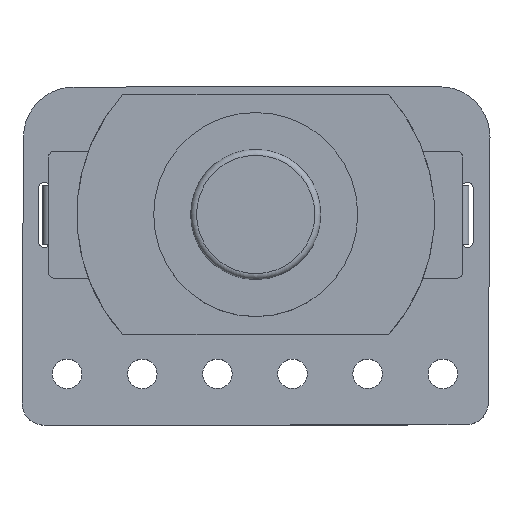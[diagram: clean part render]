
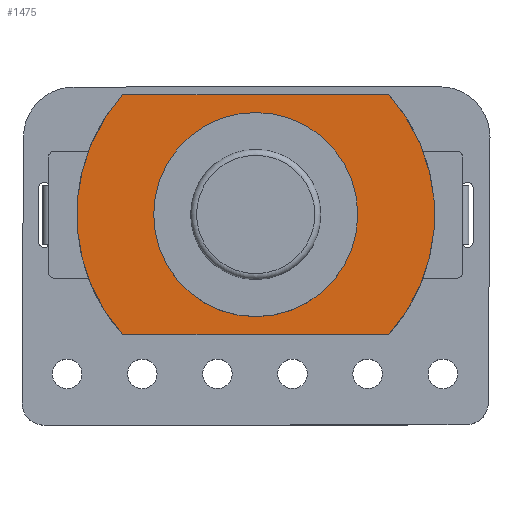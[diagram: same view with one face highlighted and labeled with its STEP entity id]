
A CAD part, top view. The second image highlights one B-rep face of the part: STEP entity #1475.
In plain terms, the highlighted planar face has unit normal (0, 0, 1).
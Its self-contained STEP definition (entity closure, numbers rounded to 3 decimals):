
#726 = CYLINDRICAL_SURFACE('',#727,6.05);
#727 = AXIS2_PLACEMENT_3D('',#728,#729,#730);
#728 = CARTESIAN_POINT('',(0.,0.,0.5));
#729 = DIRECTION('',(0.,0.,1.));
#730 = DIRECTION('',(-0.743,0.669,0.));
#782 = CYLINDRICAL_SURFACE('',#783,6.05);
#783 = AXIS2_PLACEMENT_3D('',#784,#785,#786);
#784 = CARTESIAN_POINT('',(0.,0.,0.5));
#785 = DIRECTION('',(0.,0.,1.));
#786 = DIRECTION('',(0.743,-0.669,0.));
#1017 = PLANE('',#1018);
#1018 = AXIS2_PLACEMENT_3D('',#1019,#1020,#1021);
#1019 = CARTESIAN_POINT('',(-4.494,-4.05,0.5));
#1020 = DIRECTION('',(0.,-1.,0.));
#1021 = DIRECTION('',(1.,0.,0.));
#1095 = PLANE('',#1096);
#1096 = AXIS2_PLACEMENT_3D('',#1097,#1098,#1099);
#1097 = CARTESIAN_POINT('',(4.494,4.05,0.5));
#1098 = DIRECTION('',(0.,1.,0.));
#1099 = DIRECTION('',(-1.,0.,0.));
#1138 = VERTEX_POINT('',#1139);
#1139 = CARTESIAN_POINT('',(-4.494,-4.05,4.));
#1160 = EDGE_CURVE('',#1161,#1138,#1163,.T.);
#1161 = VERTEX_POINT('',#1162);
#1162 = CARTESIAN_POINT('',(-4.494,4.05,4.));
#1163 = SURFACE_CURVE('',#1164,(#1169,#1176),.PCURVE_S1.);
#1164 = CIRCLE('',#1165,6.05);
#1165 = AXIS2_PLACEMENT_3D('',#1166,#1167,#1168);
#1166 = CARTESIAN_POINT('',(0.,0.,4.));
#1167 = DIRECTION('',(0.,0.,1.));
#1168 = DIRECTION('',(-0.743,0.669,0.));
#1169 = PCURVE('',#726,#1170);
#1170 = DEFINITIONAL_REPRESENTATION('',(#1171),#1175);
#1171 = LINE('',#1172,#1173);
#1172 = CARTESIAN_POINT('',(0.,3.5));
#1173 = VECTOR('',#1174,1.);
#1174 = DIRECTION('',(1.,0.));
#1175 = ( GEOMETRIC_REPRESENTATION_CONTEXT(2) 
PARAMETRIC_REPRESENTATION_CONTEXT() REPRESENTATION_CONTEXT('2D SPACE',''
  ) );
#1176 = PCURVE('',#1177,#1182);
#1177 = PLANE('',#1178);
#1178 = AXIS2_PLACEMENT_3D('',#1179,#1180,#1181);
#1179 = CARTESIAN_POINT('',(0.,0.,4.));
#1180 = DIRECTION('',(0.,0.,1.));
#1181 = DIRECTION('',(1.,0.,-0.));
#1182 = DEFINITIONAL_REPRESENTATION('',(#1183),#1187);
#1183 = CIRCLE('',#1184,6.05);
#1184 = AXIS2_PLACEMENT_2D('',#1185,#1186);
#1185 = CARTESIAN_POINT('',(0.,0.));
#1186 = DIRECTION('',(-0.743,0.669));
#1187 = ( GEOMETRIC_REPRESENTATION_CONTEXT(2) 
PARAMETRIC_REPRESENTATION_CONTEXT() REPRESENTATION_CONTEXT('2D SPACE',''
  ) );
#1224 = CYLINDRICAL_SURFACE('',#1225,3.45);
#1225 = AXIS2_PLACEMENT_3D('',#1226,#1227,#1228);
#1226 = CARTESIAN_POINT('',(0.,0.,4.));
#1227 = DIRECTION('',(0.,0.,1.));
#1228 = DIRECTION('',(1.,0.,-0.));
#1271 = VERTEX_POINT('',#1272);
#1272 = CARTESIAN_POINT('',(-3.45,0.,4.));
#1293 = EDGE_CURVE('',#1271,#1271,#1294,.T.);
#1294 = SURFACE_CURVE('',#1295,(#1300,#1329),.PCURVE_S1.);
#1295 = CIRCLE('',#1296,3.45);
#1296 = AXIS2_PLACEMENT_3D('',#1297,#1298,#1299);
#1297 = CARTESIAN_POINT('',(0.,0.,4.));
#1298 = DIRECTION('',(0.,0.,-1.));
#1299 = DIRECTION('',(1.,0.,0.));
#1300 = PCURVE('',#1224,#1301);
#1301 = DEFINITIONAL_REPRESENTATION('',(#1302),#1328);
#1302 = B_SPLINE_CURVE_WITH_KNOTS('',3,(#1303,#1304,#1305,#1306,#1307,
    #1308,#1309,#1310,#1311,#1312,#1313,#1314,#1315,#1316,#1317,#1318,
    #1319,#1320,#1321,#1322,#1323,#1324,#1325,#1326,#1327),
  .UNSPECIFIED.,.F.,.F.,(4,1,1,1,1,1,1,1,1,1,1,1,1,1,1,1,1,1,1,1,1,1,4),
  (3.142,3.427,3.713,3.998,
    4.284,4.57,4.855,5.141,
    5.426,5.712,5.998,6.283,
    6.569,6.854,7.14,7.426,
    7.711,7.997,8.282,8.568,
    8.854,9.139,9.425),.QUASI_UNIFORM_KNOTS.);
#1303 = CARTESIAN_POINT('',(9.425,0.));
#1304 = CARTESIAN_POINT('',(9.33,0.));
#1305 = CARTESIAN_POINT('',(9.139,0.));
#1306 = CARTESIAN_POINT('',(8.854,0.));
#1307 = CARTESIAN_POINT('',(8.568,0.));
#1308 = CARTESIAN_POINT('',(8.282,0.));
#1309 = CARTESIAN_POINT('',(7.997,0.));
#1310 = CARTESIAN_POINT('',(7.711,0.));
#1311 = CARTESIAN_POINT('',(7.426,0.));
#1312 = CARTESIAN_POINT('',(7.14,0.));
#1313 = CARTESIAN_POINT('',(6.854,0.));
#1314 = CARTESIAN_POINT('',(6.569,0.));
#1315 = CARTESIAN_POINT('',(6.283,0.));
#1316 = CARTESIAN_POINT('',(5.998,0.));
#1317 = CARTESIAN_POINT('',(5.712,0.));
#1318 = CARTESIAN_POINT('',(5.426,0.));
#1319 = CARTESIAN_POINT('',(5.141,0.));
#1320 = CARTESIAN_POINT('',(4.855,0.));
#1321 = CARTESIAN_POINT('',(4.57,0.));
#1322 = CARTESIAN_POINT('',(4.284,0.));
#1323 = CARTESIAN_POINT('',(3.998,0.));
#1324 = CARTESIAN_POINT('',(3.713,0.));
#1325 = CARTESIAN_POINT('',(3.427,0.));
#1326 = CARTESIAN_POINT('',(3.237,0.));
#1327 = CARTESIAN_POINT('',(3.142,0.));
#1328 = ( GEOMETRIC_REPRESENTATION_CONTEXT(2) 
PARAMETRIC_REPRESENTATION_CONTEXT() REPRESENTATION_CONTEXT('2D SPACE',''
  ) );
#1329 = PCURVE('',#1177,#1330);
#1330 = DEFINITIONAL_REPRESENTATION('',(#1331),#1339);
#1331 = ( BOUNDED_CURVE() B_SPLINE_CURVE(2,(#1332,#1333,#1334,#1335,
#1336,#1337,#1338),.UNSPECIFIED.,.F.,.F.) B_SPLINE_CURVE_WITH_KNOTS((1,2
    ,2,2,2,1),(-2.094,0.,2.094,4.189,
6.283,8.378),.UNSPECIFIED.) CURVE() 
GEOMETRIC_REPRESENTATION_ITEM() RATIONAL_B_SPLINE_CURVE((1.,0.5,1.,0.5,
1.,0.5,1.)) REPRESENTATION_ITEM('') );
#1332 = CARTESIAN_POINT('',(3.45,0.));
#1333 = CARTESIAN_POINT('',(3.45,-5.976));
#1334 = CARTESIAN_POINT('',(-1.725,-2.988));
#1335 = CARTESIAN_POINT('',(-6.9,0.));
#1336 = CARTESIAN_POINT('',(-1.725,2.988));
#1337 = CARTESIAN_POINT('',(3.45,5.976));
#1338 = CARTESIAN_POINT('',(3.45,0.));
#1339 = ( GEOMETRIC_REPRESENTATION_CONTEXT(2) 
PARAMETRIC_REPRESENTATION_CONTEXT() REPRESENTATION_CONTEXT('2D SPACE',''
  ) );
#1351 = VERTEX_POINT('',#1352);
#1352 = CARTESIAN_POINT('',(4.494,-4.05,4.));
#1373 = EDGE_CURVE('',#1138,#1351,#1374,.T.);
#1374 = SURFACE_CURVE('',#1375,(#1379,#1386),.PCURVE_S1.);
#1375 = LINE('',#1376,#1377);
#1376 = CARTESIAN_POINT('',(-6.05,-4.05,4.));
#1377 = VECTOR('',#1378,1.);
#1378 = DIRECTION('',(1.,0.,0.));
#1379 = PCURVE('',#1017,#1380);
#1380 = DEFINITIONAL_REPRESENTATION('',(#1381),#1385);
#1381 = LINE('',#1382,#1383);
#1382 = CARTESIAN_POINT('',(-1.556,3.5));
#1383 = VECTOR('',#1384,1.);
#1384 = DIRECTION('',(1.,0.));
#1385 = ( GEOMETRIC_REPRESENTATION_CONTEXT(2) 
PARAMETRIC_REPRESENTATION_CONTEXT() REPRESENTATION_CONTEXT('2D SPACE',''
  ) );
#1386 = PCURVE('',#1177,#1387);
#1387 = DEFINITIONAL_REPRESENTATION('',(#1388),#1392);
#1388 = LINE('',#1389,#1390);
#1389 = CARTESIAN_POINT('',(-6.05,-4.05));
#1390 = VECTOR('',#1391,1.);
#1391 = DIRECTION('',(1.,0.));
#1392 = ( GEOMETRIC_REPRESENTATION_CONTEXT(2) 
PARAMETRIC_REPRESENTATION_CONTEXT() REPRESENTATION_CONTEXT('2D SPACE',''
  ) );
#1400 = EDGE_CURVE('',#1401,#1161,#1403,.T.);
#1401 = VERTEX_POINT('',#1402);
#1402 = CARTESIAN_POINT('',(4.494,4.05,4.));
#1403 = SURFACE_CURVE('',#1404,(#1408,#1415),.PCURVE_S1.);
#1404 = LINE('',#1405,#1406);
#1405 = CARTESIAN_POINT('',(6.05,4.05,4.));
#1406 = VECTOR('',#1407,1.);
#1407 = DIRECTION('',(-1.,0.,0.));
#1408 = PCURVE('',#1095,#1409);
#1409 = DEFINITIONAL_REPRESENTATION('',(#1410),#1414);
#1410 = LINE('',#1411,#1412);
#1411 = CARTESIAN_POINT('',(-1.556,3.5));
#1412 = VECTOR('',#1413,1.);
#1413 = DIRECTION('',(1.,0.));
#1414 = ( GEOMETRIC_REPRESENTATION_CONTEXT(2) 
PARAMETRIC_REPRESENTATION_CONTEXT() REPRESENTATION_CONTEXT('2D SPACE',''
  ) );
#1415 = PCURVE('',#1177,#1416);
#1416 = DEFINITIONAL_REPRESENTATION('',(#1417),#1421);
#1417 = LINE('',#1418,#1419);
#1418 = CARTESIAN_POINT('',(6.05,4.05));
#1419 = VECTOR('',#1420,1.);
#1420 = DIRECTION('',(-1.,0.));
#1421 = ( GEOMETRIC_REPRESENTATION_CONTEXT(2) 
PARAMETRIC_REPRESENTATION_CONTEXT() REPRESENTATION_CONTEXT('2D SPACE',''
  ) );
#1450 = EDGE_CURVE('',#1351,#1401,#1451,.T.);
#1451 = SURFACE_CURVE('',#1452,(#1457,#1464),.PCURVE_S1.);
#1452 = CIRCLE('',#1453,6.05);
#1453 = AXIS2_PLACEMENT_3D('',#1454,#1455,#1456);
#1454 = CARTESIAN_POINT('',(0.,0.,4.));
#1455 = DIRECTION('',(0.,0.,1.));
#1456 = DIRECTION('',(0.743,-0.669,0.));
#1457 = PCURVE('',#782,#1458);
#1458 = DEFINITIONAL_REPRESENTATION('',(#1459),#1463);
#1459 = LINE('',#1460,#1461);
#1460 = CARTESIAN_POINT('',(0.,3.5));
#1461 = VECTOR('',#1462,1.);
#1462 = DIRECTION('',(1.,0.));
#1463 = ( GEOMETRIC_REPRESENTATION_CONTEXT(2) 
PARAMETRIC_REPRESENTATION_CONTEXT() REPRESENTATION_CONTEXT('2D SPACE',''
  ) );
#1464 = PCURVE('',#1177,#1465);
#1465 = DEFINITIONAL_REPRESENTATION('',(#1466),#1470);
#1466 = CIRCLE('',#1467,6.05);
#1467 = AXIS2_PLACEMENT_2D('',#1468,#1469);
#1468 = CARTESIAN_POINT('',(0.,0.));
#1469 = DIRECTION('',(0.743,-0.669));
#1470 = ( GEOMETRIC_REPRESENTATION_CONTEXT(2) 
PARAMETRIC_REPRESENTATION_CONTEXT() REPRESENTATION_CONTEXT('2D SPACE',''
  ) );
#1475 = ADVANCED_FACE('',(#1476,#1482),#1177,.T.);
#1476 = FACE_BOUND('',#1477,.T.);
#1477 = EDGE_LOOP('',(#1478,#1479,#1480,#1481));
#1478 = ORIENTED_EDGE('',*,*,#1450,.T.);
#1479 = ORIENTED_EDGE('',*,*,#1400,.T.);
#1480 = ORIENTED_EDGE('',*,*,#1160,.T.);
#1481 = ORIENTED_EDGE('',*,*,#1373,.T.);
#1482 = FACE_BOUND('',#1483,.T.);
#1483 = EDGE_LOOP('',(#1484));
#1484 = ORIENTED_EDGE('',*,*,#1293,.T.);
